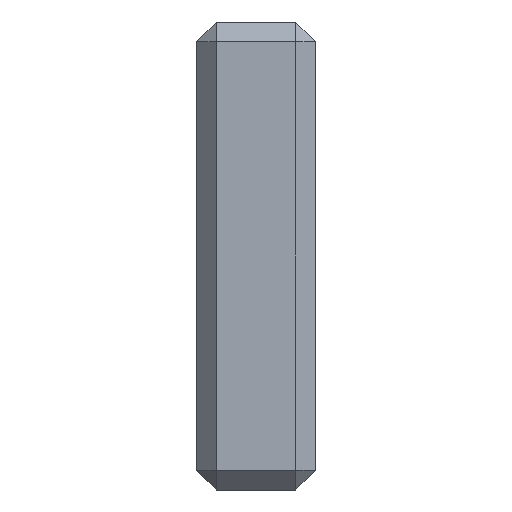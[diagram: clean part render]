
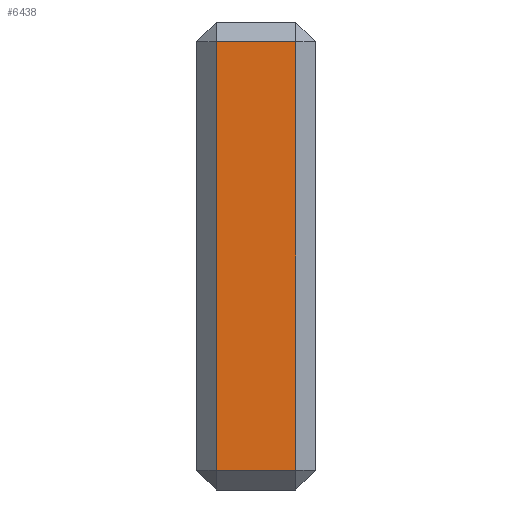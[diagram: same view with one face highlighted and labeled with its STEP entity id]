
A CAD part, left-side view. The second image highlights one B-rep face of the part: STEP entity #6438.
In plain terms, the highlighted planar face has unit normal (-1, 0, 0).
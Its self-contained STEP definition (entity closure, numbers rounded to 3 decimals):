
#44 = PLANE('',#45);
#45 = AXIS2_PLACEMENT_3D('',#46,#47,#48);
#46 = CARTESIAN_POINT('',(15.35,5.75,0.1));
#47 = DIRECTION('',(-0.707,0.707,0.));
#48 = DIRECTION('',(-0.,-0.,-1.));
#2353 = VERTEX_POINT('',#2354);
#2354 = CARTESIAN_POINT('',(15.1,5.5,11.4));
#2380 = EDGE_CURVE('',#2381,#2353,#2383,.T.);
#2381 = VERTEX_POINT('',#2382);
#2382 = CARTESIAN_POINT('',(15.1,5.5,0.6));
#2383 = SURFACE_CURVE('',#2384,(#2388,#2395),.PCURVE_S1.);
#2384 = LINE('',#2385,#2386);
#2385 = CARTESIAN_POINT('',(15.1,5.5,0.1));
#2386 = VECTOR('',#2387,1.);
#2387 = DIRECTION('',(0.,0.,1.));
#2388 = PCURVE('',#44,#2389);
#2389 = DEFINITIONAL_REPRESENTATION('',(#2390),#2394);
#2390 = LINE('',#2391,#2392);
#2391 = CARTESIAN_POINT('',(-0.,0.354));
#2392 = VECTOR('',#2393,1.);
#2393 = DIRECTION('',(-1.,0.));
#2394 = ( GEOMETRIC_REPRESENTATION_CONTEXT(2) 
PARAMETRIC_REPRESENTATION_CONTEXT() REPRESENTATION_CONTEXT('2D SPACE',''
  ) );
#2395 = PCURVE('',#2396,#2401);
#2396 = PLANE('',#2397);
#2397 = AXIS2_PLACEMENT_3D('',#2398,#2399,#2400);
#2398 = CARTESIAN_POINT('',(15.1,3.,0.1));
#2399 = DIRECTION('',(-1.,0.,0.));
#2400 = DIRECTION('',(0.,1.,0.));
#2401 = DEFINITIONAL_REPRESENTATION('',(#2402),#2406);
#2402 = LINE('',#2403,#2404);
#2403 = CARTESIAN_POINT('',(2.5,0.));
#2404 = VECTOR('',#2405,1.);
#2405 = DIRECTION('',(0.,-1.));
#2406 = ( GEOMETRIC_REPRESENTATION_CONTEXT(2) 
PARAMETRIC_REPRESENTATION_CONTEXT() REPRESENTATION_CONTEXT('2D SPACE',''
  ) );
#6395 = PLANE('',#6396);
#6396 = AXIS2_PLACEMENT_3D('',#6397,#6398,#6399);
#6397 = CARTESIAN_POINT('',(15.35,3.,0.35));
#6398 = DIRECTION('',(0.707,0.,0.707));
#6399 = DIRECTION('',(-0.,-1.,-0.));
#6426 = PLANE('',#6427);
#6427 = AXIS2_PLACEMENT_3D('',#6428,#6429,#6430);
#6428 = CARTESIAN_POINT('',(15.35,3.,11.65));
#6429 = DIRECTION('',(-0.707,0.,0.707));
#6430 = DIRECTION('',(-0.,-1.,-0.));
#6438 = ADVANCED_FACE('',(#6439),#2396,.T.);
#6439 = FACE_BOUND('',#6440,.T.);
#6440 = EDGE_LOOP('',(#6441,#6442,#6465,#6493));
#6441 = ORIENTED_EDGE('',*,*,#2380,.F.);
#6442 = ORIENTED_EDGE('',*,*,#6443,.F.);
#6443 = EDGE_CURVE('',#6444,#2381,#6446,.T.);
#6444 = VERTEX_POINT('',#6445);
#6445 = CARTESIAN_POINT('',(15.1,3.5,0.6));
#6446 = SURFACE_CURVE('',#6447,(#6451,#6458),.PCURVE_S1.);
#6447 = LINE('',#6448,#6449);
#6448 = CARTESIAN_POINT('',(15.1,3.,0.6));
#6449 = VECTOR('',#6450,1.);
#6450 = DIRECTION('',(0.,1.,0.));
#6451 = PCURVE('',#2396,#6452);
#6452 = DEFINITIONAL_REPRESENTATION('',(#6453),#6457);
#6453 = LINE('',#6454,#6455);
#6454 = CARTESIAN_POINT('',(0.,-0.5));
#6455 = VECTOR('',#6456,1.);
#6456 = DIRECTION('',(1.,0.));
#6457 = ( GEOMETRIC_REPRESENTATION_CONTEXT(2) 
PARAMETRIC_REPRESENTATION_CONTEXT() REPRESENTATION_CONTEXT('2D SPACE',''
  ) );
#6458 = PCURVE('',#6395,#6459);
#6459 = DEFINITIONAL_REPRESENTATION('',(#6460),#6464);
#6460 = LINE('',#6461,#6462);
#6461 = CARTESIAN_POINT('',(-0.,-0.354));
#6462 = VECTOR('',#6463,1.);
#6463 = DIRECTION('',(-1.,0.));
#6464 = ( GEOMETRIC_REPRESENTATION_CONTEXT(2) 
PARAMETRIC_REPRESENTATION_CONTEXT() REPRESENTATION_CONTEXT('2D SPACE',''
  ) );
#6465 = ORIENTED_EDGE('',*,*,#6466,.T.);
#6466 = EDGE_CURVE('',#6444,#6467,#6469,.T.);
#6467 = VERTEX_POINT('',#6468);
#6468 = CARTESIAN_POINT('',(15.1,3.5,11.4));
#6469 = SURFACE_CURVE('',#6470,(#6474,#6481),.PCURVE_S1.);
#6470 = LINE('',#6471,#6472);
#6471 = CARTESIAN_POINT('',(15.1,3.5,0.1));
#6472 = VECTOR('',#6473,1.);
#6473 = DIRECTION('',(0.,0.,1.));
#6474 = PCURVE('',#2396,#6475);
#6475 = DEFINITIONAL_REPRESENTATION('',(#6476),#6480);
#6476 = LINE('',#6477,#6478);
#6477 = CARTESIAN_POINT('',(0.5,0.));
#6478 = VECTOR('',#6479,1.);
#6479 = DIRECTION('',(0.,-1.));
#6480 = ( GEOMETRIC_REPRESENTATION_CONTEXT(2) 
PARAMETRIC_REPRESENTATION_CONTEXT() REPRESENTATION_CONTEXT('2D SPACE',''
  ) );
#6481 = PCURVE('',#6482,#6487);
#6482 = PLANE('',#6483);
#6483 = AXIS2_PLACEMENT_3D('',#6484,#6485,#6486);
#6484 = CARTESIAN_POINT('',(15.35,3.25,0.1));
#6485 = DIRECTION('',(0.707,0.707,0.));
#6486 = DIRECTION('',(-0.,-0.,-1.));
#6487 = DEFINITIONAL_REPRESENTATION('',(#6488),#6492);
#6488 = LINE('',#6489,#6490);
#6489 = CARTESIAN_POINT('',(-0.,0.354));
#6490 = VECTOR('',#6491,1.);
#6491 = DIRECTION('',(-1.,0.));
#6492 = ( GEOMETRIC_REPRESENTATION_CONTEXT(2) 
PARAMETRIC_REPRESENTATION_CONTEXT() REPRESENTATION_CONTEXT('2D SPACE',''
  ) );
#6493 = ORIENTED_EDGE('',*,*,#6494,.T.);
#6494 = EDGE_CURVE('',#6467,#2353,#6495,.T.);
#6495 = SURFACE_CURVE('',#6496,(#6500,#6507),.PCURVE_S1.);
#6496 = LINE('',#6497,#6498);
#6497 = CARTESIAN_POINT('',(15.1,3.,11.4));
#6498 = VECTOR('',#6499,1.);
#6499 = DIRECTION('',(0.,1.,0.));
#6500 = PCURVE('',#2396,#6501);
#6501 = DEFINITIONAL_REPRESENTATION('',(#6502),#6506);
#6502 = LINE('',#6503,#6504);
#6503 = CARTESIAN_POINT('',(0.,-11.3));
#6504 = VECTOR('',#6505,1.);
#6505 = DIRECTION('',(1.,0.));
#6506 = ( GEOMETRIC_REPRESENTATION_CONTEXT(2) 
PARAMETRIC_REPRESENTATION_CONTEXT() REPRESENTATION_CONTEXT('2D SPACE',''
  ) );
#6507 = PCURVE('',#6426,#6508);
#6508 = DEFINITIONAL_REPRESENTATION('',(#6509),#6513);
#6509 = LINE('',#6510,#6511);
#6510 = CARTESIAN_POINT('',(-0.,-0.354));
#6511 = VECTOR('',#6512,1.);
#6512 = DIRECTION('',(-1.,0.));
#6513 = ( GEOMETRIC_REPRESENTATION_CONTEXT(2) 
PARAMETRIC_REPRESENTATION_CONTEXT() REPRESENTATION_CONTEXT('2D SPACE',''
  ) );
